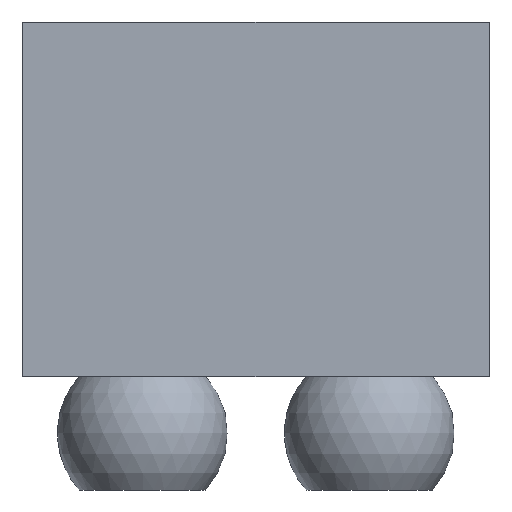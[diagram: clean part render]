
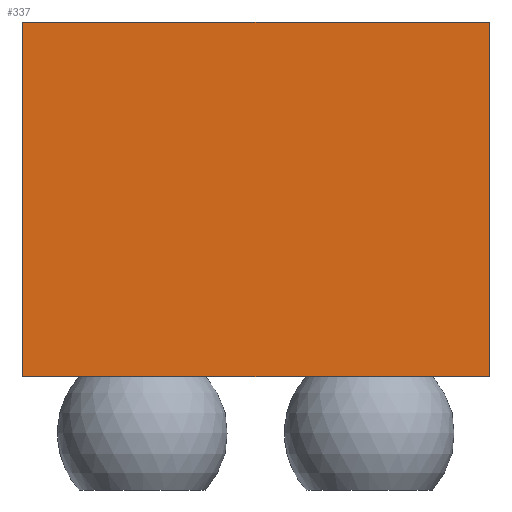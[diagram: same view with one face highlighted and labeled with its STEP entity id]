
A CAD part, front view. The second image highlights one B-rep face of the part: STEP entity #337.
In plain terms, the highlighted planar face has unit normal (0, -1, 0).
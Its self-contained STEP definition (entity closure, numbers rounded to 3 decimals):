
#36=LINE('',#605,#49);
#37=LINE('',#607,#50);
#38=LINE('',#609,#51);
#39=LINE('',#610,#52);
#49=VECTOR('',#506,10.);
#50=VECTOR('',#507,10.);
#51=VECTOR('',#508,10.);
#52=VECTOR('',#509,10.);
#76=FACE_OUTER_BOUND('',#96,.T.);
#96=EDGE_LOOP('',(#273,#274,#275,#276));
#167=VERTEX_POINT('',#603);
#168=VERTEX_POINT('',#604);
#169=VERTEX_POINT('',#606);
#170=VERTEX_POINT('',#608);
#208=EDGE_CURVE('',#167,#168,#36,.T.);
#209=EDGE_CURVE('',#168,#169,#37,.T.);
#210=EDGE_CURVE('',#170,#169,#38,.T.);
#211=EDGE_CURVE('',#167,#170,#39,.T.);
#273=ORIENTED_EDGE('',*,*,#208,.T.);
#274=ORIENTED_EDGE('',*,*,#209,.T.);
#275=ORIENTED_EDGE('',*,*,#210,.F.);
#276=ORIENTED_EDGE('',*,*,#211,.F.);
#317=PLANE('',#403);
#337=ADVANCED_FACE('',(#76),#317,.T.);
#403=AXIS2_PLACEMENT_3D('',#602,#504,#505);
#504=DIRECTION('center_axis',(0.,-1.,0.));
#505=DIRECTION('ref_axis',(1.,0.,0.));
#506=DIRECTION('',(1.,0.,0.));
#507=DIRECTION('',(0.,0.,1.));
#508=DIRECTION('',(1.,0.,0.));
#509=DIRECTION('',(0.,0.,1.));
#602=CARTESIAN_POINT('Origin',(-0.411,-0.61,0.));
#603=CARTESIAN_POINT('',(-0.411,-0.61,0.));
#604=CARTESIAN_POINT('',(0.411,-0.61,0.));
#605=CARTESIAN_POINT('',(-0.411,-0.61,0.));
#606=CARTESIAN_POINT('',(0.411,-0.61,0.625));
#607=CARTESIAN_POINT('',(0.411,-0.61,0.));
#608=CARTESIAN_POINT('',(-0.411,-0.61,0.625));
#609=CARTESIAN_POINT('',(-0.411,-0.61,0.625));
#610=CARTESIAN_POINT('',(-0.411,-0.61,0.));
